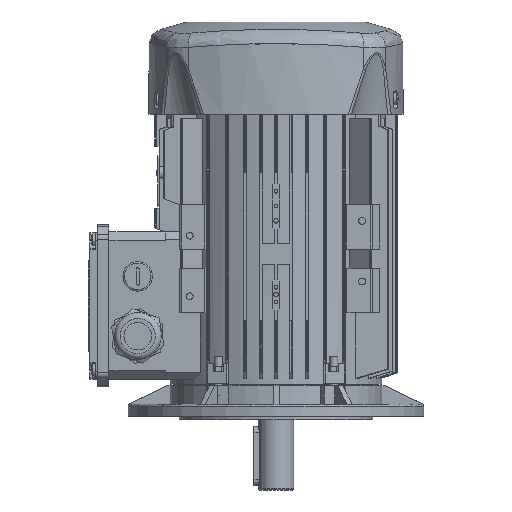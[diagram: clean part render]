
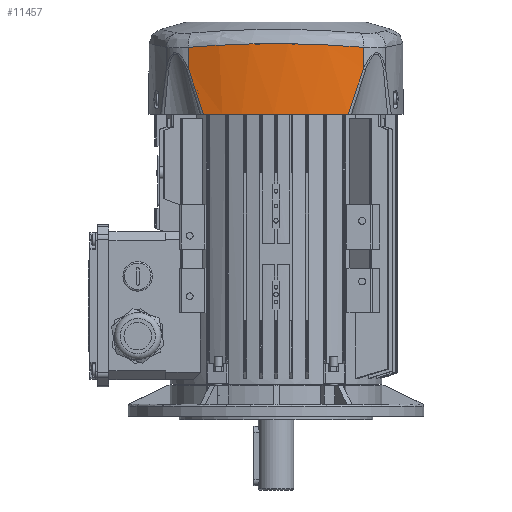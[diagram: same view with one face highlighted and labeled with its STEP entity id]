
A CAD part, left-side view. The second image highlights one B-rep face of the part: STEP entity #11457.
In plain terms, the highlighted cylindrical face has radius 153 mm (diameter 306 mm), a partial arc.
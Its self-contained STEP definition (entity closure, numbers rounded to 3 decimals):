
#1504=CYLINDRICAL_SURFACE('',#66332,153.);
#2810=(
BOUNDED_CURVE()
B_SPLINE_CURVE(2,(#109981,#109982,#109983),.UNSPECIFIED.,.F.,.F.)
B_SPLINE_CURVE_WITH_KNOTS((3,3),(0.,1.),.UNSPECIFIED.)
CURVE()
GEOMETRIC_REPRESENTATION_ITEM()
RATIONAL_B_SPLINE_CURVE((0.987,0.935,0.987))
REPRESENTATION_ITEM('')
);
#5519=FACE_OUTER_BOUND('',#24592,.T.);
#8242=B_SPLINE_CURVE_WITH_KNOTS('',3,(#106686,#106687,#106688,#106689,#106690,
#106691,#106692,#106693,#106694,#106695,#106696,#106697,#106698,#106699,
#106700,#106701,#106702,#106703,#106704,#106705,#106706,#106707,#106708,
#106709,#106710),.UNSPECIFIED.,.F.,.F.,(4,2,2,2,2,2,2,2,2,1,2,2,4),(0.,0.125,
0.188,0.219,0.234,0.25,0.5,0.625,0.687,
0.719,0.734,0.75,1.),.UNSPECIFIED.);
#8251=B_SPLINE_CURVE_WITH_KNOTS('',1,(#106997,#106998),.UNSPECIFIED.,.F.,
 .F.,(2,2),(0.,1.),.UNSPECIFIED.);
#8269=B_SPLINE_CURVE_WITH_KNOTS('',1,(#107683,#107684),.UNSPECIFIED.,.F.,
 .F.,(2,2),(0.,1.),.UNSPECIFIED.);
#8324=B_SPLINE_CURVE_WITH_KNOTS('',3,(#109938,#109939,#109940,#109941,#109942,
#109943,#109944,#109945,#109946,#109947,#109948,#109949,#109950),.UNSPECIFIED.,
 .F.,.F.,(4,2,1,1,1,2,2,4),(0.,0.25,0.375,0.437,
0.469,0.484,0.5,1.),.UNSPECIFIED.);
#8325=B_SPLINE_CURVE_WITH_KNOTS('',3,(#109985,#109986,#109987,#109988,#109989,
#109990,#109991,#109992,#109993,#109994,#109995,#109996,#109997),.UNSPECIFIED.,
 .F.,.F.,(4,2,1,1,1,2,2,4),(0.,0.25,0.375,0.438,
0.469,0.484,0.5,1.),.UNSPECIFIED.);
#11457=ADVANCED_FACE('F1580',(#5519),#1504,.T.);
#24592=EDGE_LOOP('',(#38911,#38912,#38913,#38914,#38915,#38916));
#38911=ORIENTED_EDGE('',*,*,#57728,.T.);
#38912=ORIENTED_EDGE('',*,*,#57729,.F.);
#38913=ORIENTED_EDGE('',*,*,#57730,.T.);
#38914=ORIENTED_EDGE('',*,*,#57234,.F.);
#38915=ORIENTED_EDGE('',*,*,#57205,.T.);
#38916=ORIENTED_EDGE('',*,*,#57275,.T.);
#48745=VERTEX_POINT('',#105681);
#48757=VERTEX_POINT('',#105871);
#48930=VERTEX_POINT('',#106757);
#48974=VERTEX_POINT('',#107682);
#49282=VERTEX_POINT('',#109937);
#49283=VERTEX_POINT('',#109984);
#57205=EDGE_CURVE('E4403',#48745,#48757,#8242,.T.);
#57234=EDGE_CURVE('E4399',#48745,#48930,#8251,.T.);
#57275=EDGE_CURVE('E4404',#48757,#48974,#8269,.T.);
#57728=EDGE_CURVE('E4400',#48974,#49282,#8324,.T.);
#57729=EDGE_CURVE('E4401',#49283,#49282,#2810,.T.);
#57730=EDGE_CURVE('E4402',#49283,#48930,#8325,.T.);
#66332=AXIS2_PLACEMENT_3D('',#109998,#77949,#77950);
#77949=DIRECTION('',(0.,0.,-1.));
#77950=DIRECTION('',(1.,0.,0.));
#105681=CARTESIAN_POINT('',(-74.12,-59.112,299.387));
#105871=CARTESIAN_POINT('',(-74.12,59.112,299.387));
#106686=CARTESIAN_POINT('',(-74.12,-59.112,299.387));
#106687=CARTESIAN_POINT('',(-76.176,-54.204,299.792));
#106688=CARTESIAN_POINT('',(-77.923,-49.312,300.146));
#106689=CARTESIAN_POINT('',(-80.127,-42.06,300.601));
#106690=CARTESIAN_POINT('',(-80.792,-39.657,300.74));
#106691=CARTESIAN_POINT('',(-81.69,-36.079,300.929));
#106692=CARTESIAN_POINT('',(-81.974,-34.89,300.989));
#106693=CARTESIAN_POINT('',(-82.374,-33.116,301.075));
#106694=CARTESIAN_POINT('',(-82.504,-32.525,301.102));
#106695=CARTESIAN_POINT('',(-82.756,-31.347,301.156));
#106696=CARTESIAN_POINT('',(-82.868,-30.805,301.18));
#106697=CARTESIAN_POINT('',(-85.03,-20.058,301.642));
#106698=CARTESIAN_POINT('',(-86.,-9.93,301.86));
#106699=CARTESIAN_POINT('',(-86.,4.965,301.86));
#106700=CARTESIAN_POINT('',(-85.758,9.979,301.806));
#106701=CARTESIAN_POINT('',(-85.013,17.535,301.642));
#106702=CARTESIAN_POINT('',(-84.701,20.06,301.574));
#106703=CARTESIAN_POINT('',(-84.135,23.851,301.452));
#106704=CARTESIAN_POINT('',(-83.828,25.747,301.386));
#106705=CARTESIAN_POINT('',(-83.483,27.644,301.312));
#106706=CARTESIAN_POINT('',(-83.245,28.909,301.261));
#106707=CARTESIAN_POINT('',(-83.113,29.587,301.232));
#106708=CARTESIAN_POINT('',(-81.108,39.555,300.803));
#106709=CARTESIAN_POINT('',(-78.232,49.295,300.197));
#106710=CARTESIAN_POINT('',(-74.12,59.112,299.387));
#106757=CARTESIAN_POINT('',(-74.12,-59.112,284.833));
#106997=CARTESIAN_POINT('',(-74.12,-59.112,299.387));
#106998=CARTESIAN_POINT('',(-74.12,-59.112,284.833));
#107682=CARTESIAN_POINT('',(-74.12,59.112,284.833));
#107683=CARTESIAN_POINT('',(-74.12,59.112,299.387));
#107684=CARTESIAN_POINT('',(-74.12,59.112,284.833));
#109937=CARTESIAN_POINT('',(-77.978,48.891,254.));
#109938=CARTESIAN_POINT('',(-74.12,59.112,284.833));
#109939=CARTESIAN_POINT('',(-74.519,58.158,282.613));
#109940=CARTESIAN_POINT('',(-74.905,57.21,280.236));
#109941=CARTESIAN_POINT('',(-75.463,55.798,276.434));
#109942=CARTESIAN_POINT('',(-75.737,55.095,274.474));
#109943=CARTESIAN_POINT('',(-76.048,54.279,272.084));
#109944=CARTESIAN_POINT('',(-76.202,53.873,270.864));
#109945=CARTESIAN_POINT('',(-76.267,53.699,270.335));
#109946=CARTESIAN_POINT('',(-76.311,53.583,269.981));
#109947=CARTESIAN_POINT('',(-76.336,53.516,269.776));
#109948=CARTESIAN_POINT('',(-76.939,51.899,264.806));
#109949=CARTESIAN_POINT('',(-77.479,50.372,259.597));
#109950=CARTESIAN_POINT('',(-77.978,48.891,254.));
#109981=CARTESIAN_POINT('',(-77.978,-48.891,254.));
#109982=CARTESIAN_POINT('',(-94.466,0.,254.));
#109983=CARTESIAN_POINT('',(-77.978,48.891,254.));
#109984=CARTESIAN_POINT('',(-77.978,-48.891,254.));
#109985=CARTESIAN_POINT('',(-77.978,-48.891,254.));
#109986=CARTESIAN_POINT('',(-77.728,-49.632,256.798));
#109987=CARTESIAN_POINT('',(-77.469,-50.383,259.5));
#109988=CARTESIAN_POINT('',(-77.063,-51.528,263.406));
#109989=CARTESIAN_POINT('',(-76.856,-52.104,265.323));
#109990=CARTESIAN_POINT('',(-76.607,-52.783,267.496));
#109991=CARTESIAN_POINT('',(-76.481,-53.124,268.566));
#109992=CARTESIAN_POINT('',(-76.427,-53.271,269.021));
#109993=CARTESIAN_POINT('',(-76.39,-53.369,269.324));
#109994=CARTESIAN_POINT('',(-76.375,-53.409,269.448));
#109995=CARTESIAN_POINT('',(-75.662,-55.32,275.324));
#109996=CARTESIAN_POINT('',(-74.919,-57.203,280.393));
#109997=CARTESIAN_POINT('',(-74.12,-59.112,284.833));
#109998=CARTESIAN_POINT('',(67.,0.,316.5));
